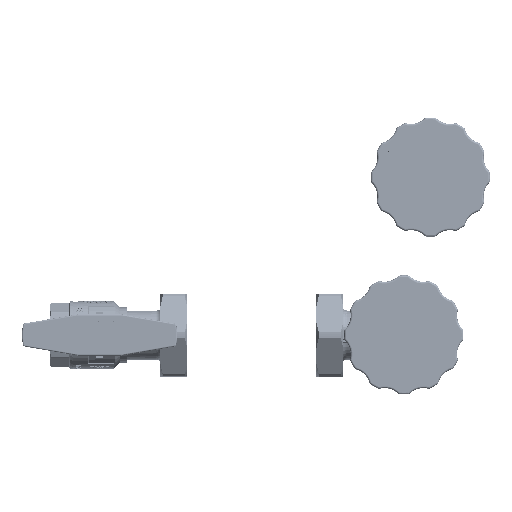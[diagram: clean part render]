
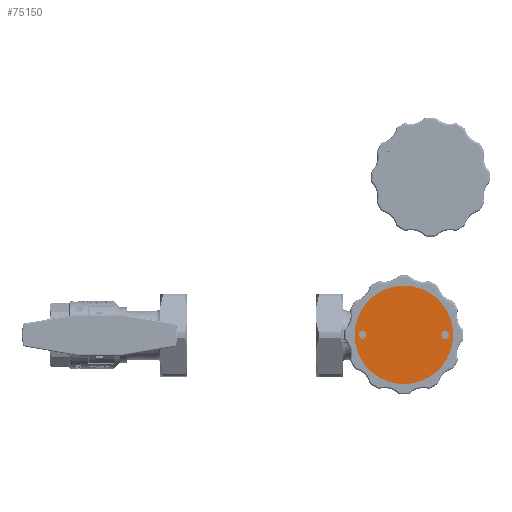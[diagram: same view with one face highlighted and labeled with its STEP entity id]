
A CAD part, top view. The second image highlights one B-rep face of the part: STEP entity #75150.
In plain terms, the highlighted face is planar.
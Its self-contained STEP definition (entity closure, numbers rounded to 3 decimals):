
#15816=PLANE('',#83355);
#33036=ORIENTED_EDGE('',*,*,#47383,.T.);
#33037=ORIENTED_EDGE('',*,*,#47384,.F.);
#33038=ORIENTED_EDGE('',*,*,#47385,.F.);
#47383=EDGE_CURVE('',#56024,#56024,#61439,.T.);
#47384=EDGE_CURVE('',#56025,#56025,#61440,.T.);
#47385=EDGE_CURVE('',#56026,#56026,#61441,.T.);
#56024=VERTEX_POINT('',#146064);
#56025=VERTEX_POINT('',#146067);
#56026=VERTEX_POINT('',#146069);
#61439=CIRCLE('',#83354,39.);
#61440=CIRCLE('',#83356,3.);
#61441=CIRCLE('',#83357,3.);
#65523=EDGE_LOOP('',(#33036));
#65524=EDGE_LOOP('',(#33037));
#65525=EDGE_LOOP('',(#33038));
#70218=FACE_BOUND('',#65523,.T.);
#70219=FACE_BOUND('',#65524,.T.);
#70220=FACE_BOUND('',#65525,.T.);
#75150=ADVANCED_FACE('',(#70218,#70219,#70220),#15816,.F.);
#83354=AXIS2_PLACEMENT_3D('',#146063,#101500,#101501);
#83355=AXIS2_PLACEMENT_3D('',#146065,#101502,#101503);
#83356=AXIS2_PLACEMENT_3D('',#146066,#101504,#101505);
#83357=AXIS2_PLACEMENT_3D('',#146068,#101506,#101507);
#101500=DIRECTION('',(0.,1.,0.));
#101501=DIRECTION('',(-1.,0.,0.));
#101502=DIRECTION('',(0.,-1.,0.));
#101503=DIRECTION('',(0.,0.,-1.));
#101504=DIRECTION('',(0.,1.,0.));
#101505=DIRECTION('',(1.,0.,0.));
#101506=DIRECTION('',(0.,1.,0.));
#101507=DIRECTION('',(1.,0.,0.));
#146063=CARTESIAN_POINT('',(0.,30.5,0.));
#146064=CARTESIAN_POINT('',(-39.,30.5,0.));
#146065=CARTESIAN_POINT('',(0.,30.5,0.));
#146066=CARTESIAN_POINT('',(32.,30.5,0.));
#146067=CARTESIAN_POINT('',(35.,30.5,0.));
#146068=CARTESIAN_POINT('',(-32.,30.5,0.));
#146069=CARTESIAN_POINT('',(-29.,30.5,0.));
